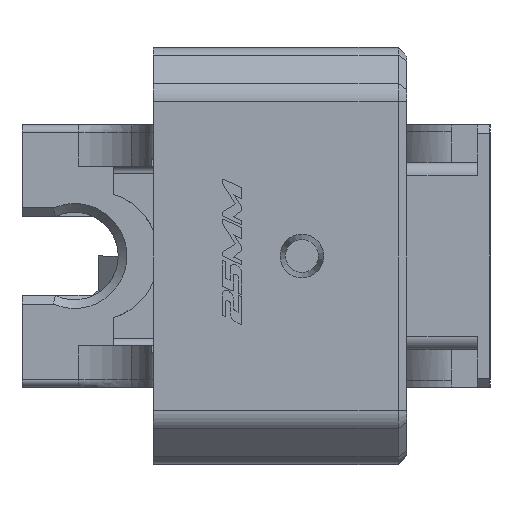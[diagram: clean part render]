
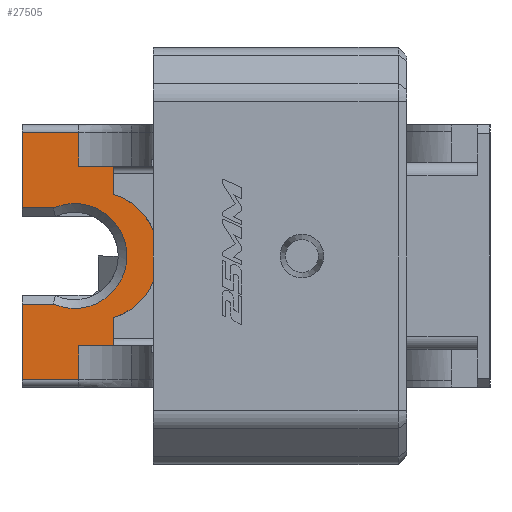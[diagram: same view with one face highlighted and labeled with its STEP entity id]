
A CAD part, left-side view. The second image highlights one B-rep face of the part: STEP entity #27505.
In plain terms, the highlighted planar face has unit normal (-1, 0, 0).
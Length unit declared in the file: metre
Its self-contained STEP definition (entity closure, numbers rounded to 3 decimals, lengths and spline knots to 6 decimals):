
#420=CIRCLE('',#29210,0.006);
#657=B_SPLINE_CURVE_WITH_KNOTS('',3,(#42292,#42293,#42294,#42295,#42296),
 .UNSPECIFIED.,.F.,.F.,(4,1,4),(0.,0.5,1.),.UNSPECIFIED.);
#658=B_SPLINE_CURVE_WITH_KNOTS('',3,(#42298,#42299,#42300,#42301,#42302),
 .UNSPECIFIED.,.F.,.F.,(4,1,4),(0.,0.5,1.),.UNSPECIFIED.);
#2884=ORIENTED_EDGE('',*,*,#10539,.T.);
#2885=ORIENTED_EDGE('',*,*,#10540,.T.);
#2886=ORIENTED_EDGE('',*,*,#10541,.T.);
#2887=ORIENTED_EDGE('',*,*,#10542,.F.);
#2888=ORIENTED_EDGE('',*,*,#10543,.T.);
#2889=ORIENTED_EDGE('',*,*,#10544,.T.);
#2890=ORIENTED_EDGE('',*,*,#10545,.F.);
#2891=ORIENTED_EDGE('',*,*,#10546,.T.);
#2892=ORIENTED_EDGE('',*,*,#10547,.T.);
#2893=ORIENTED_EDGE('',*,*,#10548,.T.);
#2894=ORIENTED_EDGE('',*,*,#10549,.F.);
#2895=ORIENTED_EDGE('',*,*,#10550,.T.);
#2896=ORIENTED_EDGE('',*,*,#10551,.T.);
#2897=ORIENTED_EDGE('',*,*,#10552,.T.);
#2898=ORIENTED_EDGE('',*,*,#10553,.F.);
#10539=EDGE_CURVE('',#14451,#14452,#17061,.T.);
#10540=EDGE_CURVE('',#14452,#14453,#17062,.T.);
#10541=EDGE_CURVE('',#14453,#14454,#17063,.T.);
#10542=EDGE_CURVE('',#14455,#14454,#17064,.T.);
#10543=EDGE_CURVE('',#14455,#14456,#657,.T.);
#10544=EDGE_CURVE('',#14456,#14457,#658,.T.);
#10545=EDGE_CURVE('',#14458,#14457,#17065,.T.);
#10546=EDGE_CURVE('',#14458,#14459,#17066,.T.);
#10547=EDGE_CURVE('',#14459,#14460,#17067,.T.);
#10548=EDGE_CURVE('',#14460,#14461,#17068,.T.);
#10549=EDGE_CURVE('',#14462,#14461,#17069,.T.);
#10550=EDGE_CURVE('',#14462,#14463,#17070,.T.);
#10551=EDGE_CURVE('',#14463,#14464,#420,.T.);
#10552=EDGE_CURVE('',#14464,#14465,#17071,.T.);
#10553=EDGE_CURVE('',#14451,#14465,#17072,.T.);
#14451=VERTEX_POINT('',#42284);
#14452=VERTEX_POINT('',#42285);
#14453=VERTEX_POINT('',#42287);
#14454=VERTEX_POINT('',#42289);
#14455=VERTEX_POINT('',#42291);
#14456=VERTEX_POINT('',#42297);
#14457=VERTEX_POINT('',#42303);
#14458=VERTEX_POINT('',#42305);
#14459=VERTEX_POINT('',#42307);
#14460=VERTEX_POINT('',#42309);
#14461=VERTEX_POINT('',#42311);
#14462=VERTEX_POINT('',#42313);
#14463=VERTEX_POINT('',#42315);
#14464=VERTEX_POINT('',#42317);
#14465=VERTEX_POINT('',#42319);
#17061=LINE('',#42283,#20672);
#17062=LINE('',#42286,#20673);
#17063=LINE('',#42288,#20674);
#17064=LINE('',#42290,#20675);
#17065=LINE('',#42304,#20676);
#17066=LINE('',#42306,#20677);
#17067=LINE('',#42308,#20678);
#17068=LINE('',#42310,#20679);
#17069=LINE('',#42312,#20680);
#17070=LINE('',#42314,#20681);
#17071=LINE('',#42318,#20682);
#17072=LINE('',#42320,#20683);
#20672=VECTOR('',#32358,1.);
#20673=VECTOR('',#32359,1.);
#20674=VECTOR('',#32360,1.);
#20675=VECTOR('',#32361,1.);
#20676=VECTOR('',#32362,1.);
#20677=VECTOR('',#32363,1.);
#20678=VECTOR('',#32364,1.);
#20679=VECTOR('',#32365,1.);
#20680=VECTOR('',#32366,1.);
#20681=VECTOR('',#32367,1.);
#20682=VECTOR('',#32370,1.);
#20683=VECTOR('',#32371,1.);
#23310=EDGE_LOOP('',(#2884,#2885,#2886,#2887,#2888,#2889,#2890,#2891,#2892,
#2893,#2894,#2895,#2896,#2897,#2898));
#24837=FACE_BOUND('',#23310,.T.);
#26192=PLANE('',#29209);
#27505=ADVANCED_FACE('',(#24837),#26192,.T.);
#29209=AXIS2_PLACEMENT_3D('',#42282,#32356,#32357);
#29210=AXIS2_PLACEMENT_3D('',#42316,#32368,#32369);
#32356=DIRECTION('',(-1.,0.,0.));
#32357=DIRECTION('',(0.,-1.,0.));
#32358=DIRECTION('',(0.,-1.,0.));
#32359=DIRECTION('',(0.,0.,1.));
#32360=DIRECTION('',(0.,-1.,0.));
#32361=DIRECTION('',(0.,0.,-1.));
#32362=DIRECTION('',(0.,0.,-1.));
#32363=DIRECTION('',(0.,1.,0.));
#32364=DIRECTION('',(0.,0.,1.));
#32365=DIRECTION('',(0.,1.,0.));
#32366=DIRECTION('',(0.,0.,1.));
#32367=DIRECTION('',(0.,-1.,0.));
#32368=DIRECTION('',(1.,0.,0.));
#32369=DIRECTION('',(0.,-1.,0.));
#32370=DIRECTION('',(0.,1.,0.));
#32371=DIRECTION('',(0.,0.,1.));
#42282=CARTESIAN_POINT('',(0.054306,0.01769,0.));
#42283=CARTESIAN_POINT('',(0.054306,0.01769,-0.0141));
#42284=CARTESIAN_POINT('',(0.054306,0.042,-0.0141));
#42285=CARTESIAN_POINT('',(0.054306,0.035521,-0.0141));
#42286=CARTESIAN_POINT('',(0.054306,0.035521,0.));
#42287=CARTESIAN_POINT('',(0.054306,0.035521,-0.010275));
#42288=CARTESIAN_POINT('',(0.054306,0.07903,-0.010275));
#42289=CARTESIAN_POINT('',(0.054306,0.031564,-0.010275));
#42290=CARTESIAN_POINT('',(0.054306,0.031564,0.022351));
#42291=CARTESIAN_POINT('',(0.054306,0.031564,-0.007042));
#42292=CARTESIAN_POINT('',(0.054306,0.031564,-0.007042));
#42293=CARTESIAN_POINT('',(0.054306,0.030064,-0.006606));
#42294=CARTESIAN_POINT('',(0.054306,0.027392,-0.004696));
#42295=CARTESIAN_POINT('',(0.054306,0.026384,-0.00157));
#42296=CARTESIAN_POINT('',(0.054306,0.026384,0.));
#42297=CARTESIAN_POINT('',(0.054306,0.026384,0.));
#42298=CARTESIAN_POINT('',(0.054306,0.026384,0.));
#42299=CARTESIAN_POINT('',(0.054306,0.026384,0.001565));
#42300=CARTESIAN_POINT('',(0.054306,0.027379,0.004677));
#42301=CARTESIAN_POINT('',(0.054306,0.030057,0.006604));
#42302=CARTESIAN_POINT('',(0.054306,0.031564,0.007042));
#42303=CARTESIAN_POINT('',(0.054306,0.031564,0.007042));
#42304=CARTESIAN_POINT('',(0.054306,0.031564,0.022351));
#42305=CARTESIAN_POINT('',(0.054306,0.031564,0.010275));
#42306=CARTESIAN_POINT('',(0.054306,0.07903,0.010275));
#42307=CARTESIAN_POINT('',(0.054306,0.035521,0.010275));
#42308=CARTESIAN_POINT('',(0.054306,0.035521,0.));
#42309=CARTESIAN_POINT('',(0.054306,0.035521,0.0141));
#42310=CARTESIAN_POINT('',(0.054306,0.042,0.0141));
#42311=CARTESIAN_POINT('',(0.054306,0.042,0.0141));
#42312=CARTESIAN_POINT('',(0.054306,0.042,0.));
#42313=CARTESIAN_POINT('',(0.054306,0.042,0.0055));
#42314=CARTESIAN_POINT('',(0.054306,0.039969,0.0055));
#42315=CARTESIAN_POINT('',(0.054306,0.038398,0.0055));
#42316=CARTESIAN_POINT('',(0.054306,0.036,0.));
#42317=CARTESIAN_POINT('',(0.054306,0.038398,-0.0055));
#42318=CARTESIAN_POINT('',(0.054306,0.01769,-0.0055));
#42319=CARTESIAN_POINT('',(0.054306,0.042,-0.0055));
#42320=CARTESIAN_POINT('',(0.054306,0.042,0.));
